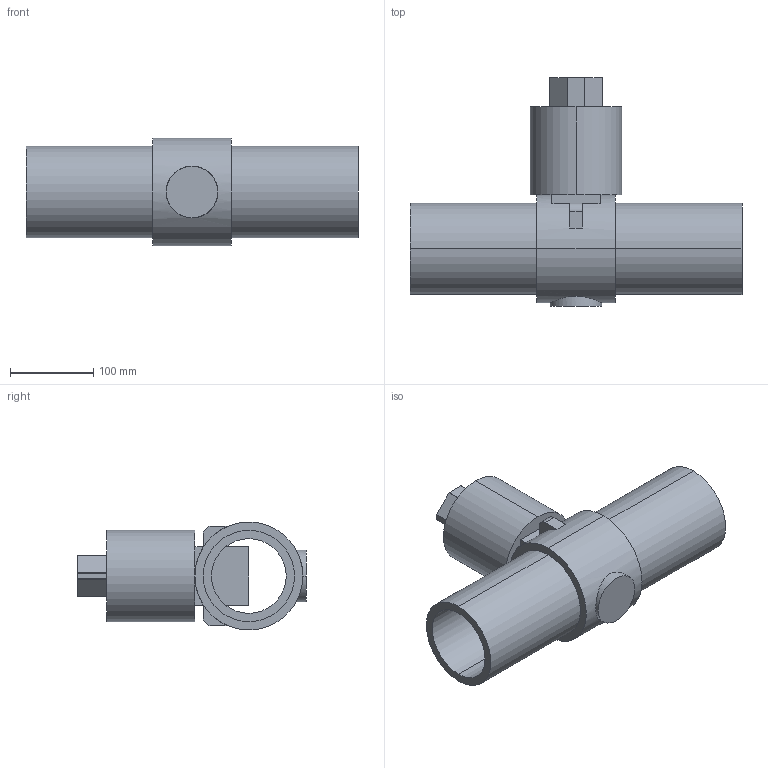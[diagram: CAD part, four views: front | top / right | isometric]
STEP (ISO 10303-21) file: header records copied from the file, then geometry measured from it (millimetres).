
FILE_DESCRIPTION (( 'STEP AP203' ), '1' );
FILE_NAME ('Ball Valve SDR11_135 117 9310 0110.step', '2022-06-27T11:04:44', ( '' ), ( '' ), 'SwSTEP 2.0', 'SolidWorks 2021', '' );
FILE_SCHEMA (( 'CONFIG_CONTROL_DESIGN' ));
Length unit declared in the file: millimetre
Products named in the file (1): Ball Valve SDR11_135 117 9310 0110
Bounding box: 400 x 275.01 x 130 mm (x, y, z)
Volume: 2873370.2 mm3; surface area: 349717.3 mm2
Topology: 2 solids, 2 shells, 67 faces, 168 edges, 112 vertices
Faces by surface type: plane 45, cylinder 22
Entity records: 2230 total; most frequent: CARTESIAN_POINT 487, DIRECTION 356, ORIENTED_EDGE 336, EDGE_CURVE 168, AXIS2_PLACEMENT_3D 122, VECTOR 112, LINE 112, VERTEX_POINT 112
